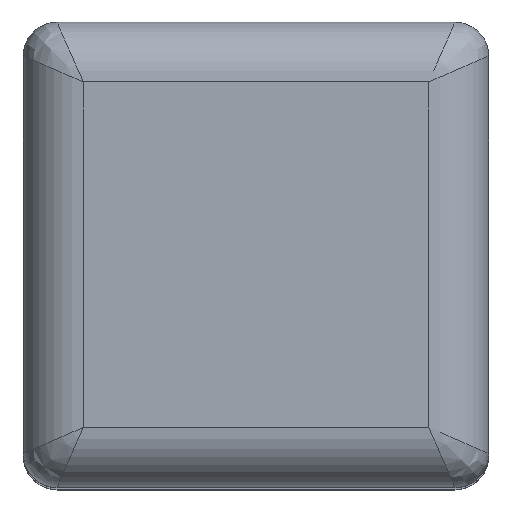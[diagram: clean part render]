
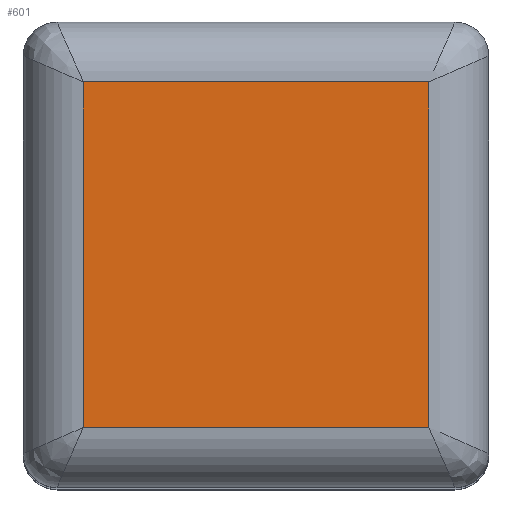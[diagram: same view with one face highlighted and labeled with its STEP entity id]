
A CAD part, top view. The second image highlights one B-rep face of the part: STEP entity #601.
In plain terms, the highlighted planar face has unit normal (0, 0, 1).
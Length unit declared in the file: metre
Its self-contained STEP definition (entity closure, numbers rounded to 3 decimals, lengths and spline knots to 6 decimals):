
#161=ORIENTED_EDGE('',*,*,#293,.T.);
#162=ORIENTED_EDGE('',*,*,#294,.T.);
#163=ORIENTED_EDGE('',*,*,#295,.T.);
#164=ORIENTED_EDGE('',*,*,#296,.T.);
#293=EDGE_CURVE('',#361,#362,#409,.F.);
#294=EDGE_CURVE('',#362,#363,#410,.T.);
#295=EDGE_CURVE('',#363,#364,#411,.T.);
#296=EDGE_CURVE('',#364,#361,#412,.F.);
#361=VERTEX_POINT('',#1096);
#362=VERTEX_POINT('',#1097);
#363=VERTEX_POINT('',#1099);
#364=VERTEX_POINT('',#1101);
#409=LINE('',#1095,#461);
#410=LINE('',#1098,#462);
#411=LINE('',#1100,#463);
#412=LINE('',#1102,#464);
#461=VECTOR('',#834,1.);
#462=VECTOR('',#835,1.);
#463=VECTOR('',#836,1.);
#464=VECTOR('',#837,1.);
#499=EDGE_LOOP('',(#161,#162,#163,#164));
#541=FACE_BOUND('',#499,.T.);
#571=PLANE('',#691);
#601=ADVANCED_FACE('',(#541),#571,.T.);
#691=AXIS2_PLACEMENT_3D('',#1094,#832,#833);
#832=DIRECTION('',(0.,0.,1.));
#833=DIRECTION('',(1.,0.,0.));
#834=DIRECTION('',(0.,-1.,0.));
#835=DIRECTION('',(-1.,0.,0.));
#836=DIRECTION('',(0.,-1.,0.));
#837=DIRECTION('',(-1.,0.,0.));
#1094=CARTESIAN_POINT('',(0.,0.,0.00505));
#1095=CARTESIAN_POINT('',(0.00115,0.,0.00505));
#1096=CARTESIAN_POINT('',(0.00115,-0.00115,0.00505));
#1097=CARTESIAN_POINT('',(0.00115,0.00115,0.00505));
#1098=CARTESIAN_POINT('',(-0.001325,0.00115,0.00505));
#1099=CARTESIAN_POINT('',(-0.00115,0.00115,0.00505));
#1100=CARTESIAN_POINT('',(-0.00115,-0.001325,0.00505));
#1101=CARTESIAN_POINT('',(-0.00115,-0.00115,0.00505));
#1102=CARTESIAN_POINT('',(0.,-0.00115,0.00505));
